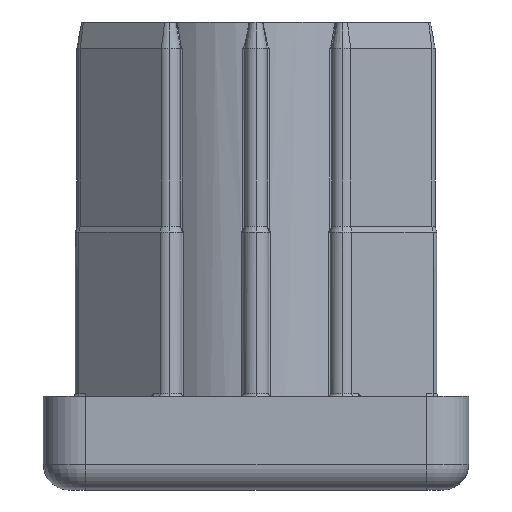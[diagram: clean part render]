
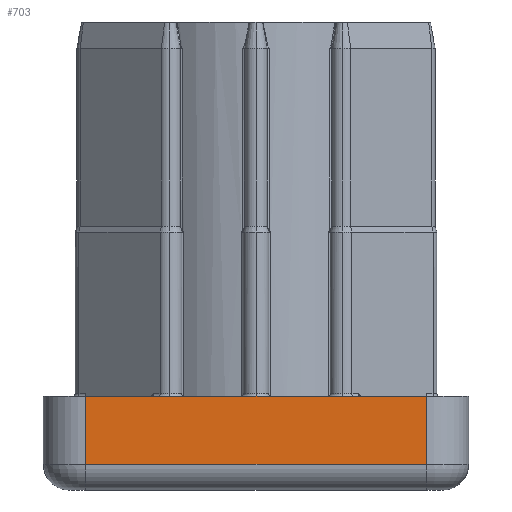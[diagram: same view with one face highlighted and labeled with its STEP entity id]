
A CAD part, left-side view. The second image highlights one B-rep face of the part: STEP entity #703.
In plain terms, the highlighted planar face has unit normal (-1, 0, 0).
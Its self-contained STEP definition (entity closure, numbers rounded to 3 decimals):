
#37 = EDGE_LOOP ( 'NONE', ( #15898, #5620, #1192, #2412 ) ) ;
#703 = ADVANCED_FACE ( 'NONE', ( #7494 ), #9516, .F. ) ;
#1192 = ORIENTED_EDGE ( 'NONE', *, *, #14740, .T. ) ;
#1226 = DIRECTION ( 'NONE',  ( 0., -1., 0. ) ) ;
#2412 = ORIENTED_EDGE ( 'NONE', *, *, #9210, .F. ) ;
#3039 = VERTEX_POINT ( 'NONE', #6123 ) ;
#4080 = LINE ( 'NONE', #4313, #13408 ) ;
#4253 = VERTEX_POINT ( 'NONE', #5154 ) ;
#4313 = CARTESIAN_POINT ( 'NONE',  ( -25., -20., 3. ) ) ;
#4744 = LINE ( 'NONE', #13463, #14031 ) ;
#5154 = CARTESIAN_POINT ( 'NONE',  ( -25., 20., 3. ) ) ;
#5431 = VERTEX_POINT ( 'NONE', #8602 ) ;
#5485 = DIRECTION ( 'NONE',  ( 0., -1., 0. ) ) ;
#5620 = ORIENTED_EDGE ( 'NONE', *, *, #6248, .T. ) ;
#5678 = CARTESIAN_POINT ( 'NONE',  ( -25., 20., 11. ) ) ;
#6123 = CARTESIAN_POINT ( 'NONE',  ( -25., -20., 3. ) ) ;
#6248 = EDGE_CURVE ( 'NONE', #4253, #3039, #4080, .T. ) ;
#7494 = FACE_OUTER_BOUND ( 'NONE', #37, .T. ) ;
#7964 = EDGE_CURVE ( 'NONE', #5431, #4253, #13820, .T. ) ;
#8170 = DIRECTION ( 'NONE',  ( 0., 0., -1. ) ) ;
#8223 = DIRECTION ( 'NONE',  ( 1., 0., 0. ) ) ;
#8291 = CARTESIAN_POINT ( 'NONE',  ( -25., -25., 11. ) ) ;
#8602 = CARTESIAN_POINT ( 'NONE',  ( -25., 20., 11. ) ) ;
#8865 = LINE ( 'NONE', #14669, #14878 ) ;
#9210 = EDGE_CURVE ( 'NONE', #5431, #9934, #8865, .T. ) ;
#9516 = PLANE ( 'NONE',  #10429 ) ;
#9934 = VERTEX_POINT ( 'NONE', #14394 ) ;
#10429 = AXIS2_PLACEMENT_3D ( 'NONE', #8291, #8223, #8170 ) ;
#11101 = DIRECTION ( 'NONE',  ( 0., 0., 1. ) ) ;
#13408 = VECTOR ( 'NONE', #5485, 1000. ) ;
#13463 = CARTESIAN_POINT ( 'NONE',  ( -25., -20., 11. ) ) ;
#13820 = LINE ( 'NONE', #5678, #15854 ) ;
#14031 = VECTOR ( 'NONE', #11101, 1000. ) ;
#14147 = DIRECTION ( 'NONE',  ( 0., 0., -1. ) ) ;
#14394 = CARTESIAN_POINT ( 'NONE',  ( -25., -20., 11. ) ) ;
#14669 = CARTESIAN_POINT ( 'NONE',  ( -25., -25., 11. ) ) ;
#14740 = EDGE_CURVE ( 'NONE', #3039, #9934, #4744, .T. ) ;
#14878 = VECTOR ( 'NONE', #1226, 1000. ) ;
#15854 = VECTOR ( 'NONE', #14147, 1000. ) ;
#15898 = ORIENTED_EDGE ( 'NONE', *, *, #7964, .T. ) ;
